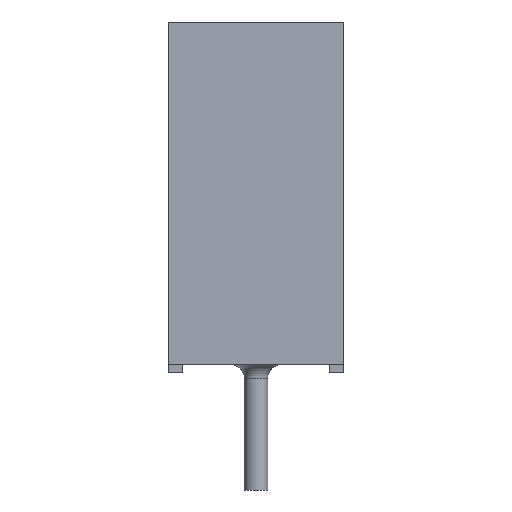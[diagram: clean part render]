
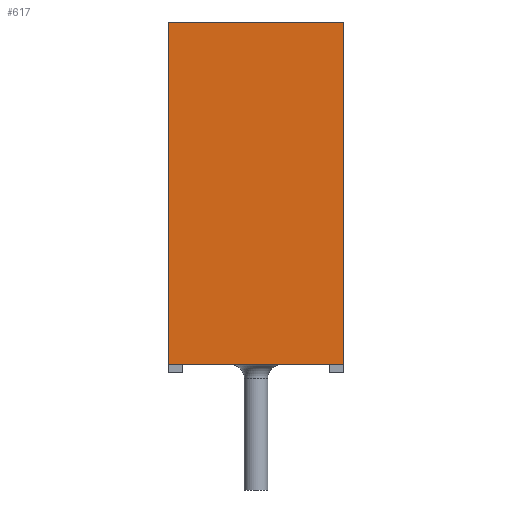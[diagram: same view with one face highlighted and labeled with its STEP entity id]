
A CAD part, left-side view. The second image highlights one B-rep face of the part: STEP entity #617.
In plain terms, the highlighted planar face has unit normal (-1, 0, 0).
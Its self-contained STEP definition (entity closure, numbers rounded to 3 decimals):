
#617 = ADVANCED_FACE( '', ( #1314 ), #1315, .F. );
#1314 = FACE_OUTER_BOUND( '', #2087, .T. );
#1315 = PLANE( '', #2088 );
#2087 = EDGE_LOOP( '', ( #4480, #4481, #4482, #4483 ) );
#2088 = AXIS2_PLACEMENT_3D( '', #4484, #4485, #4486 );
#4480 = ORIENTED_EDGE( '', *, *, #5313, .T. );
#4481 = ORIENTED_EDGE( '', *, *, #5499, .F. );
#4482 = ORIENTED_EDGE( '', *, *, #5449, .F. );
#4483 = ORIENTED_EDGE( '', *, *, #5562, .T. );
#4484 = CARTESIAN_POINT( '', ( -9., -3., 5.85 ) );
#4485 = DIRECTION( '', ( 1., 0., 0. ) );
#4486 = DIRECTION( '', ( 0., 0., -1. ) );
#5313 = EDGE_CURVE( '', #6353, #6354, #6355, .T. );
#5449 = EDGE_CURVE( '', #6554, #6555, #6556, .T. );
#5499 = EDGE_CURVE( '', #6555, #6354, #6620, .T. );
#5562 = EDGE_CURVE( '', #6554, #6353, #6701, .T. );
#6353 = VERTEX_POINT( '', #8795 );
#6354 = VERTEX_POINT( '', #8796 );
#6355 = LINE( '', #8797, #8798 );
#6554 = VERTEX_POINT( '', #9312 );
#6555 = VERTEX_POINT( '', #9313 );
#6556 = LINE( '', #9314, #9315 );
#6620 = LINE( '', #9519, #9520 );
#6701 = LINE( '', #9736, #9737 );
#8795 = CARTESIAN_POINT( '', ( -9., 3., 5.85 ) );
#8796 = CARTESIAN_POINT( '', ( -9., 3., -5.85 ) );
#8797 = CARTESIAN_POINT( '', ( -9., 3., 5.85 ) );
#8798 = VECTOR( '', #10309, 1000. );
#9312 = CARTESIAN_POINT( '', ( -9., -3., 5.85 ) );
#9313 = CARTESIAN_POINT( '', ( -9., -3., -5.85 ) );
#9314 = CARTESIAN_POINT( '', ( -9., -3., 5.85 ) );
#9315 = VECTOR( '', #10394, 1000. );
#9519 = CARTESIAN_POINT( '', ( -9., -3., -5.85 ) );
#9520 = VECTOR( '', #10412, 1000. );
#9736 = CARTESIAN_POINT( '', ( -9., -3., 5.85 ) );
#9737 = VECTOR( '', #10450, 1000. );
#10309 = DIRECTION( '', ( 0., 0., -1. ) );
#10394 = DIRECTION( '', ( 0., 0., -1. ) );
#10412 = DIRECTION( '', ( 0., 1., 0. ) );
#10450 = DIRECTION( '', ( 0., 1., 0. ) );
